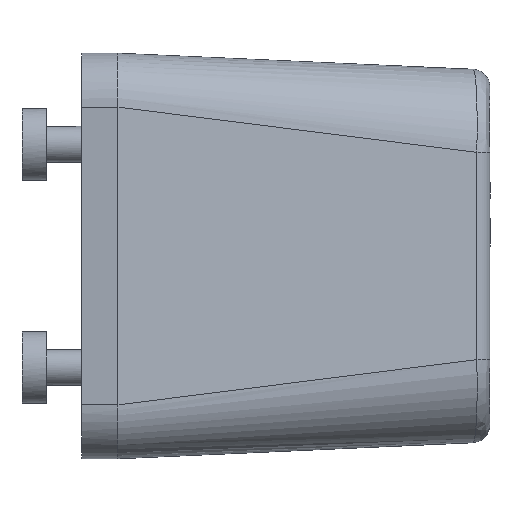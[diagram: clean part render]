
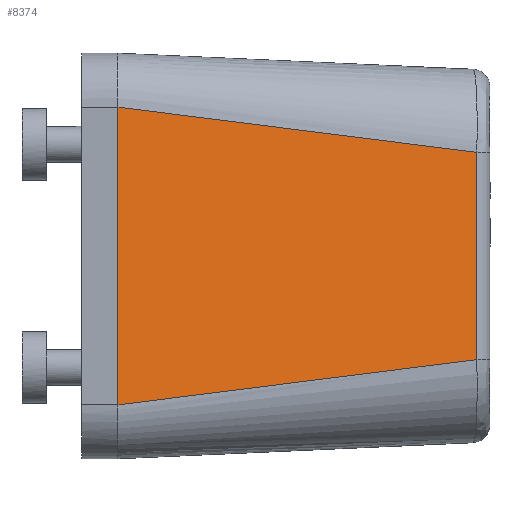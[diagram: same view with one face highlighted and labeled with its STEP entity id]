
A CAD part, left-side view. The second image highlights one B-rep face of the part: STEP entity #8374.
In plain terms, the highlighted free-form (B-spline) face has degree [1, 1] with [2, 2] control points.
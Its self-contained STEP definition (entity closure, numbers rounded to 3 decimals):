
#7727=CARTESIAN_POINT('V89',(-24.0,-2.6,
   12.4));
#7728=VERTEX_POINT('V89',#7727);
#7739=CARTESIAN_POINT('V88',(-15.803,-32.497,
   8.639));
#7740=VERTEX_POINT('V88',#7739);
#7741=CARTESIAN_POINT('E135',(-15.803,
   -32.497,8.639));
#7742=CARTESIAN_POINT('E135',(-24.0,-2.6,
   12.4));
#7743=B_SPLINE_CURVE_WITH_KNOTS('E135',1,(#7741,#7742),
   .POLYLINE_FORM.,.F.,.U.,(2,2),(0.126,
   3.531),.UNSPECIFIED.);
#7744=EDGE_CURVE('E135',#7740,#7728,#7743,.T.);
#7977=CARTESIAN_POINT('V87',(-15.803,-32.497,
   -8.639));
#7978=VERTEX_POINT('V87',#7977);
#7979=CARTESIAN_POINT('V91',(-24.0,-2.6,
   -12.4));
#7980=VERTEX_POINT('V91',#7979);
#7981=CARTESIAN_POINT('E139',(-15.803,
   -32.497,-8.639));
#7982=CARTESIAN_POINT('E139',(-24.0,-2.6,
   -12.4));
#7983=B_SPLINE_CURVE_WITH_KNOTS('E139',1,(#7981,#7982),
   .POLYLINE_FORM.,.F.,.U.,(2,2),(0.036,1.0),
   .UNSPECIFIED.);
#7984=EDGE_CURVE('E139',#7978,#7980,#7983,.T.);
#8349=CARTESIAN_POINT('E133',(-15.803,
   -32.497,8.639));
#8350=CARTESIAN_POINT('E133',(-15.803,
   -32.497,-8.639));
#8351=B_SPLINE_CURVE_WITH_KNOTS('E133',1,(#8349,#8350),
   .POLYLINE_FORM.,.F.,.U.,(2,2),(2.0,10.839),
   .UNSPECIFIED.);
#8352=EDGE_CURVE('E133',#7740,#7978,#8351,.T.);
#8359=CARTESIAN_POINT('F49',(-24.008,-2.571,
   -12.43));
#8360=CARTESIAN_POINT('F49',(-24.008,-2.571,
   12.43));
#8361=CARTESIAN_POINT('F49',(-15.492,-33.629,
   -12.43));
#8362=CARTESIAN_POINT('F49',(-15.492,-33.629,
   12.43));
#8363=B_SPLINE_SURFACE_WITH_KNOTS('F49',1,1,((#8359,#8361),(#8360,
   #8362)),.PLANE_SURF.,.F.,.F.,.U.,(2,2),(2,2),(0.0,1.0),(0.0,
   1.295),.UNSPECIFIED.);
#8364=ORIENTED_EDGE('E135',*,*,#7744,.T.);
#8365=CARTESIAN_POINT('E140',(-24.0,-2.6,
   -12.4));
#8366=CARTESIAN_POINT('E140',(-24.0,-2.6,
   12.4));
#8367=QUASI_UNIFORM_CURVE('E140',1,(#8365,#8366),.POLYLINE_FORM.,.F.,
   .U.);
#8368=EDGE_CURVE('E140',#7980,#7728,#8367,.T.);
#8369=ORIENTED_EDGE('E140',*,*,#8368,.F.);
#8370=ORIENTED_EDGE('E139',*,*,#7984,.F.);
#8371=ORIENTED_EDGE('E133',*,*,#8352,.F.);
#8372=EDGE_LOOP('F49',(#8364,#8369,#8370,#8371));
#8373=FACE_OUTER_BOUND('F49',#8372,.T.);
#8374=ADVANCED_FACE('F49',(#8373),#8363,.F.);
